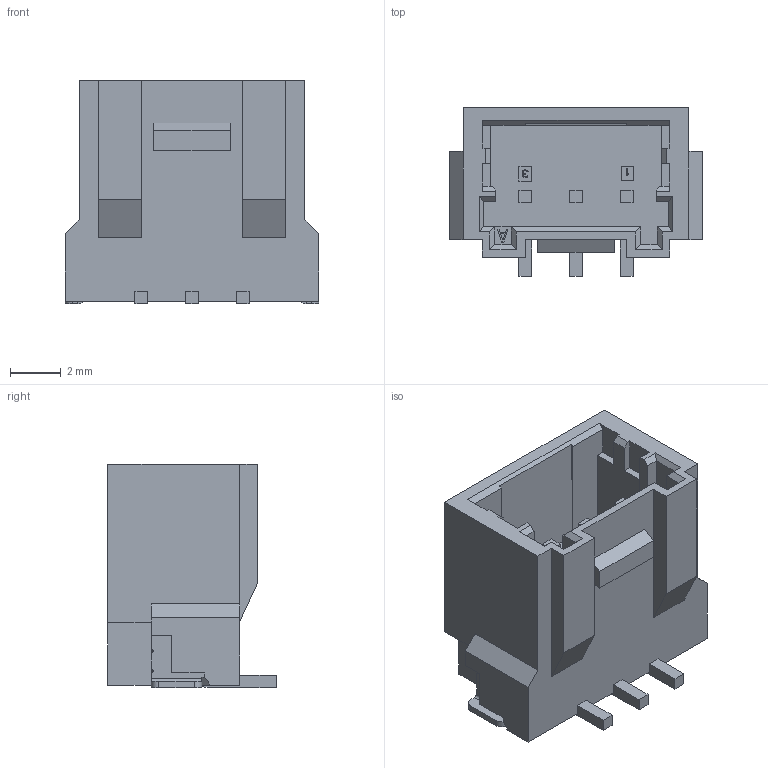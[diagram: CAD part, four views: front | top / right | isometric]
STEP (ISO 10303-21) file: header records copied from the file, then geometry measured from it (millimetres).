
FILE_DESCRIPTION((''),'2;1');
FILE_NAME('C-2367943-3','2025-06-12T08:16:26',('workeradm'),(''),'CREO PARAMETRIC BY PTC INC, 2024374','CREO PARAMETRIC BY PTC INC, 2024374','');
FILE_SCHEMA(('AUTOMOTIVE_DESIGN { 1 0 10303 214 1 1 1 1 }'));
Length unit declared in the file: millimetre
Products named in the file (1): C-2367943-3
Bounding box: 10 x 6.64 x 8.8 mm (x, y, z)
Volume: 294.6 mm3; surface area: 521.5 mm2
Topology: 1 solids, 1 shells, 276 faces, 754 edges, 491 vertices
Faces by surface type: plane 261, cylinder 15
Entity records: 8584 total; most frequent: CARTESIAN_POINT 1523, ORIENTED_EDGE 1508, DIRECTION 1336, EDGE_CURVE 754, VECTOR 724, LINE 724, VERTEX_POINT 491, AXIS2_PLACEMENT_3D 306
